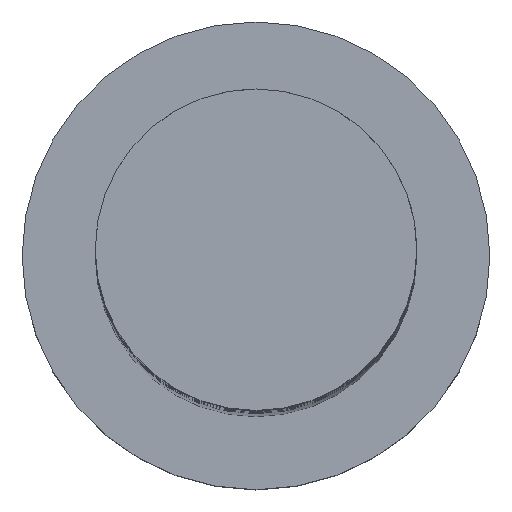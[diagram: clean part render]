
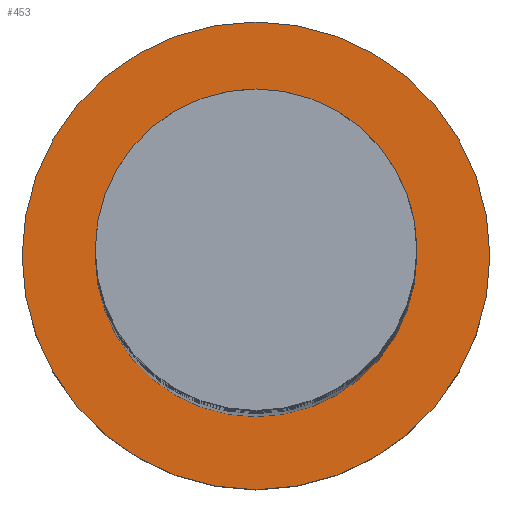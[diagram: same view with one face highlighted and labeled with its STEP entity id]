
A CAD part, top view. The second image highlights one B-rep face of the part: STEP entity #453.
In plain terms, the highlighted planar face has unit normal (0, 0, 1).
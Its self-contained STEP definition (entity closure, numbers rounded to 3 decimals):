
#1 = CIRCLE ( 'NONE', #1449, 5.5 ) ;
#73 = CARTESIAN_POINT ( 'NONE',  ( -8., 0., 5. ) ) ;
#95 = VERTEX_POINT ( 'NONE', #1391 ) ;
#99 = EDGE_CURVE ( 'NONE', #1338, #307, #1036, .T. ) ;
#125 = DIRECTION ( 'NONE',  ( 1., 0., 0. ) ) ;
#140 = ORIENTED_EDGE ( 'NONE', *, *, #775, .F. ) ;
#172 = DIRECTION ( 'NONE',  ( 0., 0., 1. ) ) ;
#236 = CIRCLE ( 'NONE', #632, 5.5 ) ;
#282 = AXIS2_PLACEMENT_3D ( 'NONE', #928, #820, #333 ) ;
#307 = VERTEX_POINT ( 'NONE', #73 ) ;
#333 = DIRECTION ( 'NONE',  ( 1., 0., 0. ) ) ;
#340 = FACE_OUTER_BOUND ( 'NONE', #492, .T. ) ;
#355 = ORIENTED_EDGE ( 'NONE', *, *, #99, .T. ) ;
#384 = DIRECTION ( 'NONE',  ( 1., 0., 0. ) ) ;
#405 = CIRCLE ( 'NONE', #1003, 8. ) ;
#417 = DIRECTION ( 'NONE',  ( 0., 0., 1. ) ) ;
#450 = PLANE ( 'NONE',  #282 ) ;
#453 = ADVANCED_FACE ( 'NONE', ( #1549, #340 ), #450, .T. ) ;
#492 = EDGE_LOOP ( 'NONE', ( #1235, #355 ) ) ;
#494 = DIRECTION ( 'NONE',  ( 0., 0., 1. ) ) ;
#546 = ORIENTED_EDGE ( 'NONE', *, *, #1205, .F. ) ;
#551 = CARTESIAN_POINT ( 'NONE',  ( 0., 0., 5. ) ) ;
#632 = AXIS2_PLACEMENT_3D ( 'NONE', #753, #494, #384 ) ;
#753 = CARTESIAN_POINT ( 'NONE',  ( 0., 0., 5. ) ) ;
#775 = EDGE_CURVE ( 'NONE', #1470, #95, #1, .T. ) ;
#820 = DIRECTION ( 'NONE',  ( 0., 0., 1. ) ) ;
#848 = CARTESIAN_POINT ( 'NONE',  ( -5.5, 0., 5. ) ) ;
#894 = DIRECTION ( 'NONE',  ( 1., 0., 0. ) ) ;
#928 = CARTESIAN_POINT ( 'NONE',  ( 0., 0., 5. ) ) ;
#990 = CARTESIAN_POINT ( 'NONE',  ( 0., 0., 5. ) ) ;
#996 = EDGE_LOOP ( 'NONE', ( #140, #546 ) ) ;
#1003 = AXIS2_PLACEMENT_3D ( 'NONE', #1203, #1472, #125 ) ;
#1006 = DIRECTION ( 'NONE',  ( 1., 0., 0. ) ) ;
#1027 = CARTESIAN_POINT ( 'NONE',  ( 8., 0., 5. ) ) ;
#1036 = CIRCLE ( 'NONE', #1141, 8. ) ;
#1141 = AXIS2_PLACEMENT_3D ( 'NONE', #551, #172, #1006 ) ;
#1203 = CARTESIAN_POINT ( 'NONE',  ( 0., 0., 5. ) ) ;
#1205 = EDGE_CURVE ( 'NONE', #95, #1470, #236, .T. ) ;
#1235 = ORIENTED_EDGE ( 'NONE', *, *, #1398, .T. ) ;
#1338 = VERTEX_POINT ( 'NONE', #1027 ) ;
#1391 = CARTESIAN_POINT ( 'NONE',  ( 5.5, 0., 5. ) ) ;
#1398 = EDGE_CURVE ( 'NONE', #307, #1338, #405, .T. ) ;
#1449 = AXIS2_PLACEMENT_3D ( 'NONE', #990, #417, #894 ) ;
#1470 = VERTEX_POINT ( 'NONE', #848 ) ;
#1472 = DIRECTION ( 'NONE',  ( 0., 0., 1. ) ) ;
#1549 = FACE_BOUND ( 'NONE', #996, .T. ) ;
